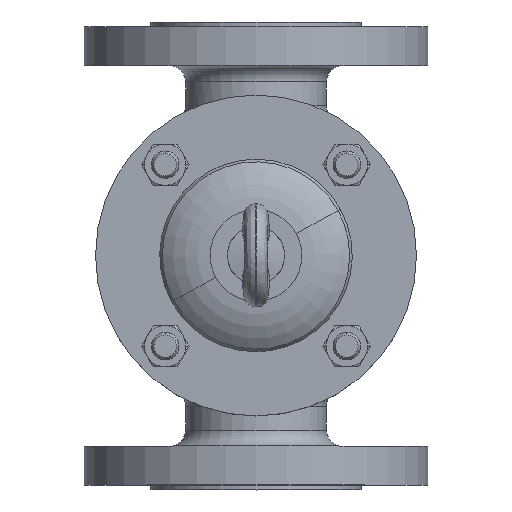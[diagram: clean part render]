
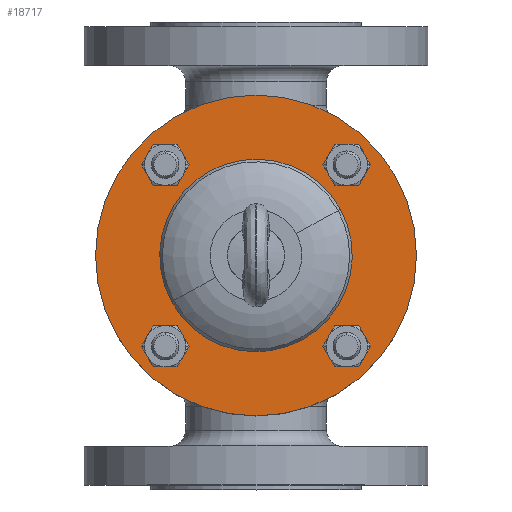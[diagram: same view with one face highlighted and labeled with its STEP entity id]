
A CAD part, top view. The second image highlights one B-rep face of the part: STEP entity #18717.
In plain terms, the highlighted planar face has unit normal (0, 0, 1).
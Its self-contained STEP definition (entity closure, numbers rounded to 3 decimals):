
#18456=CARTESIAN_POINT('Axis2P3D Location',(0.,0.,13.)) ;
#18589=CARTESIAN_POINT('Vertex',(36.858,20.136,13.)) ;
#18592=CARTESIAN_POINT('Axis2P3D Location',(0.,0.,13.)) ;
#18596=CARTESIAN_POINT('Vertex',(-36.858,-20.136,13.)) ;
#18611=CARTESIAN_POINT('Axis2P3D Location',(0.,0.,13.)) ;
#18623=CARTESIAN_POINT('Axis2P3D Location',(0.,0.,13.)) ;
#18627=CARTESIAN_POINT('Vertex',(70.,0.,13.)) ;
#18629=CARTESIAN_POINT('Vertex',(-70.,0.,13.)) ;
#18632=CARTESIAN_POINT('Axis2P3D Location',(0.,0.,13.)) ;
#18645=CARTESIAN_POINT('Axis2P3D Location',(39.598,39.598,13.)) ;
#18649=CARTESIAN_POINT('Vertex',(48.083,39.087,13.)) ;
#18651=CARTESIAN_POINT('Vertex',(31.113,40.109,13.)) ;
#18654=CARTESIAN_POINT('Axis2P3D Location',(39.598,39.598,13.)) ;
#18663=CARTESIAN_POINT('Axis2P3D Location',(-39.598,39.598,13.)) ;
#18667=CARTESIAN_POINT('Vertex',(-39.087,48.083,13.)) ;
#18669=CARTESIAN_POINT('Vertex',(-40.109,31.113,13.)) ;
#18672=CARTESIAN_POINT('Axis2P3D Location',(-39.598,39.598,13.)) ;
#18681=CARTESIAN_POINT('Axis2P3D Location',(-39.598,-39.598,13.)) ;
#18685=CARTESIAN_POINT('Vertex',(-48.083,-39.087,13.)) ;
#18687=CARTESIAN_POINT('Vertex',(-31.113,-40.109,13.)) ;
#18690=CARTESIAN_POINT('Axis2P3D Location',(-39.598,-39.598,13.)) ;
#18699=CARTESIAN_POINT('Axis2P3D Location',(39.598,-39.598,13.)) ;
#18703=CARTESIAN_POINT('Vertex',(39.087,-48.083,13.)) ;
#18705=CARTESIAN_POINT('Vertex',(40.109,-31.113,13.)) ;
#18708=CARTESIAN_POINT('Axis2P3D Location',(39.598,-39.598,13.)) ;
#18457=DIRECTION('Axis2P3D Direction',(0.,0.,1.)) ;
#18458=DIRECTION('Axis2P3D XDirection',(1.,0.,0.)) ;
#18593=DIRECTION('Axis2P3D Direction',(0.,0.,-1.)) ;
#18612=DIRECTION('Axis2P3D Direction',(0.,0.,-1.)) ;
#18624=DIRECTION('Axis2P3D Direction',(0.,0.,1.)) ;
#18633=DIRECTION('Axis2P3D Direction',(0.,0.,1.)) ;
#18646=DIRECTION('Axis2P3D Direction',(0.,0.,1.)) ;
#18655=DIRECTION('Axis2P3D Direction',(0.,0.,1.)) ;
#18664=DIRECTION('Axis2P3D Direction',(0.,0.,1.)) ;
#18673=DIRECTION('Axis2P3D Direction',(0.,0.,1.)) ;
#18682=DIRECTION('Axis2P3D Direction',(0.,0.,1.)) ;
#18691=DIRECTION('Axis2P3D Direction',(0.,0.,1.)) ;
#18700=DIRECTION('Axis2P3D Direction',(0.,0.,1.)) ;
#18709=DIRECTION('Axis2P3D Direction',(0.,0.,1.)) ;
#18459=AXIS2_PLACEMENT_3D('Plane Axis2P3D',#18456,#18457,#18458) ;
#18594=AXIS2_PLACEMENT_3D('Circle Axis2P3D',#18592,#18593,$) ;
#18613=AXIS2_PLACEMENT_3D('Circle Axis2P3D',#18611,#18612,$) ;
#18625=AXIS2_PLACEMENT_3D('Circle Axis2P3D',#18623,#18624,$) ;
#18634=AXIS2_PLACEMENT_3D('Circle Axis2P3D',#18632,#18633,$) ;
#18647=AXIS2_PLACEMENT_3D('Circle Axis2P3D',#18645,#18646,$) ;
#18656=AXIS2_PLACEMENT_3D('Circle Axis2P3D',#18654,#18655,$) ;
#18665=AXIS2_PLACEMENT_3D('Circle Axis2P3D',#18663,#18664,$) ;
#18674=AXIS2_PLACEMENT_3D('Circle Axis2P3D',#18672,#18673,$) ;
#18683=AXIS2_PLACEMENT_3D('Circle Axis2P3D',#18681,#18682,$) ;
#18692=AXIS2_PLACEMENT_3D('Circle Axis2P3D',#18690,#18691,$) ;
#18701=AXIS2_PLACEMENT_3D('Circle Axis2P3D',#18699,#18700,$) ;
#18710=AXIS2_PLACEMENT_3D('Circle Axis2P3D',#18708,#18709,$) ;
#18595=CIRCLE('generated circle',#18594,42.) ;
#18614=CIRCLE('generated circle',#18613,42.) ;
#18626=CIRCLE('generated circle',#18625,70.) ;
#18635=CIRCLE('generated circle',#18634,70.) ;
#18648=CIRCLE('generated circle',#18647,8.5) ;
#18657=CIRCLE('generated circle',#18656,8.5) ;
#18666=CIRCLE('generated circle',#18665,8.5) ;
#18675=CIRCLE('generated circle',#18674,8.5) ;
#18684=CIRCLE('generated circle',#18683,8.5) ;
#18693=CIRCLE('generated circle',#18692,8.5) ;
#18702=CIRCLE('generated circle',#18701,8.5) ;
#18711=CIRCLE('generated circle',#18710,8.5) ;
#18460=PLANE('',#18459) ;
#18644=FACE_BOUND('',#18641,.T.) ;
#18662=FACE_BOUND('',#18659,.T.) ;
#18680=FACE_BOUND('',#18677,.T.) ;
#18698=FACE_BOUND('',#18695,.T.) ;
#18716=FACE_BOUND('',#18713,.T.) ;
#18598=EDGE_CURVE('',#18590,#18597,#18595,.F.) ;
#18615=EDGE_CURVE('',#18597,#18590,#18614,.F.) ;
#18631=EDGE_CURVE('',#18628,#18630,#18626,.T.) ;
#18636=EDGE_CURVE('',#18630,#18628,#18635,.T.) ;
#18653=EDGE_CURVE('',#18650,#18652,#18648,.T.) ;
#18658=EDGE_CURVE('',#18652,#18650,#18657,.T.) ;
#18671=EDGE_CURVE('',#18668,#18670,#18666,.T.) ;
#18676=EDGE_CURVE('',#18670,#18668,#18675,.T.) ;
#18689=EDGE_CURVE('',#18686,#18688,#18684,.T.) ;
#18694=EDGE_CURVE('',#18688,#18686,#18693,.T.) ;
#18707=EDGE_CURVE('',#18704,#18706,#18702,.T.) ;
#18712=EDGE_CURVE('',#18706,#18704,#18711,.T.) ;
#18638=ORIENTED_EDGE('',*,*,#18631,.T.) ;
#18639=ORIENTED_EDGE('',*,*,#18636,.T.) ;
#18642=ORIENTED_EDGE('',*,*,#18615,.F.) ;
#18643=ORIENTED_EDGE('',*,*,#18598,.F.) ;
#18660=ORIENTED_EDGE('',*,*,#18653,.F.) ;
#18661=ORIENTED_EDGE('',*,*,#18658,.F.) ;
#18678=ORIENTED_EDGE('',*,*,#18671,.F.) ;
#18679=ORIENTED_EDGE('',*,*,#18676,.F.) ;
#18696=ORIENTED_EDGE('',*,*,#18689,.F.) ;
#18697=ORIENTED_EDGE('',*,*,#18694,.F.) ;
#18714=ORIENTED_EDGE('',*,*,#18707,.F.) ;
#18715=ORIENTED_EDGE('',*,*,#18712,.F.) ;
#18637=EDGE_LOOP('',(#18638,#18639)) ;
#18641=EDGE_LOOP('',(#18642,#18643)) ;
#18659=EDGE_LOOP('',(#18660,#18661)) ;
#18677=EDGE_LOOP('',(#18678,#18679)) ;
#18695=EDGE_LOOP('',(#18696,#18697)) ;
#18713=EDGE_LOOP('',(#18714,#18715)) ;
#18590=VERTEX_POINT('',#18589) ;
#18597=VERTEX_POINT('',#18596) ;
#18628=VERTEX_POINT('',#18627) ;
#18630=VERTEX_POINT('',#18629) ;
#18650=VERTEX_POINT('',#18649) ;
#18652=VERTEX_POINT('',#18651) ;
#18668=VERTEX_POINT('',#18667) ;
#18670=VERTEX_POINT('',#18669) ;
#18686=VERTEX_POINT('',#18685) ;
#18688=VERTEX_POINT('',#18687) ;
#18704=VERTEX_POINT('',#18703) ;
#18706=VERTEX_POINT('',#18705) ;
#18717=ADVANCED_FACE('PartBody',(#18640,#18644,#18662,#18680,#18698,#18716),#18460,.T.) ;
#18640=FACE_OUTER_BOUND('',#18637,.T.) ;
